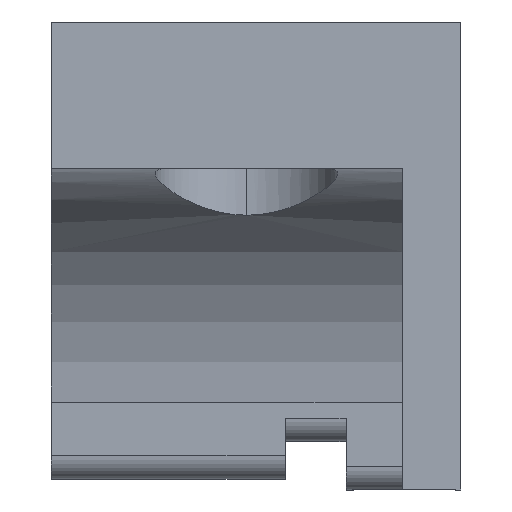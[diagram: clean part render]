
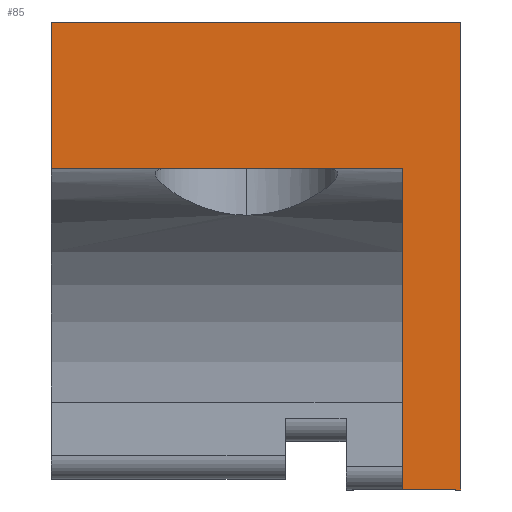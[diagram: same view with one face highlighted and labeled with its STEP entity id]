
A CAD part, left-side view. The second image highlights one B-rep face of the part: STEP entity #85.
In plain terms, the highlighted planar face has unit normal (-1, 0, 0).
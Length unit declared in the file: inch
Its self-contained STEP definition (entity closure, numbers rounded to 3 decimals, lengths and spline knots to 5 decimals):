
#60 = EDGE_CURVE ( 'NONE', #591, #116, #817, .T. ) ;
#62 = DIRECTION ( 'NONE',  ( 0., 0., -1. ) ) ;
#85 = ADVANCED_FACE ( 'NONE', ( #711 ), #1351, .F. ) ;
#109 = CARTESIAN_POINT ( 'NONE',  ( -3., -0.75, 1. ) ) ;
#116 = VERTEX_POINT ( 'NONE', #109 ) ;
#133 = EDGE_LOOP ( 'NONE', ( #1087, #462, #1276, #673, #1350, #413 ) ) ;
#213 = CARTESIAN_POINT ( 'NONE',  ( -3., -0.75, -1. ) ) ;
#232 = VECTOR ( 'NONE', #696, 39.37008 ) ;
#247 = VECTOR ( 'NONE', #832, 39.37008 ) ;
#288 = CARTESIAN_POINT ( 'NONE',  ( -3., 1., 1. ) ) ;
#304 = VERTEX_POINT ( 'NONE', #536 ) ;
#317 = CARTESIAN_POINT ( 'NONE',  ( -3., 1., 0. ) ) ;
#323 = DIRECTION ( 'NONE',  ( 0., 0., 1. ) ) ;
#332 = DIRECTION ( 'NONE',  ( 0., 1., 0. ) ) ;
#376 = LINE ( 'NONE', #443, #232 ) ;
#388 = CARTESIAN_POINT ( 'NONE',  ( -3., -0.75, 1. ) ) ;
#402 = VECTOR ( 'NONE', #1132, 39.37008 ) ;
#404 = CARTESIAN_POINT ( 'NONE',  ( -3., 1., 0. ) ) ;
#412 = LINE ( 'NONE', #388, #1251 ) ;
#413 = ORIENTED_EDGE ( 'NONE', *, *, #963, .F. ) ;
#443 = CARTESIAN_POINT ( 'NONE',  ( -3., -0.5, 0. ) ) ;
#462 = ORIENTED_EDGE ( 'NONE', *, *, #1360, .F. ) ;
#480 = DIRECTION ( 'NONE',  ( 1., 0., 0. ) ) ;
#530 = VERTEX_POINT ( 'NONE', #750 ) ;
#536 = CARTESIAN_POINT ( 'NONE',  ( -3., -0.5, 0.375 ) ) ;
#591 = VERTEX_POINT ( 'NONE', #288 ) ;
#673 = ORIENTED_EDGE ( 'NONE', *, *, #748, .F. ) ;
#677 = VECTOR ( 'NONE', #332, 39.37008 ) ;
#696 = DIRECTION ( 'NONE',  ( 0., 0., 1. ) ) ;
#711 = FACE_OUTER_BOUND ( 'NONE', #133, .T. ) ;
#748 = EDGE_CURVE ( 'NONE', #116, #530, #412, .T. ) ;
#749 = VERTEX_POINT ( 'NONE', #835 ) ;
#750 = CARTESIAN_POINT ( 'NONE',  ( -3., -0.75, -1. ) ) ;
#802 = DIRECTION ( 'NONE',  ( 0., 0., -1. ) ) ;
#817 = LINE ( 'NONE', #1245, #247 ) ;
#832 = DIRECTION ( 'NONE',  ( 0., -1., 0. ) ) ;
#835 = CARTESIAN_POINT ( 'NONE',  ( -3., 1., 0.375 ) ) ;
#963 = EDGE_CURVE ( 'NONE', #749, #591, #1278, .T. ) ;
#972 = VECTOR ( 'NONE', #323, 39.37008 ) ;
#990 = AXIS2_PLACEMENT_3D ( 'NONE', #404, #480, #802 ) ;
#1021 = CARTESIAN_POINT ( 'NONE',  ( -3., -3.05689, 0.375 ) ) ;
#1087 = ORIENTED_EDGE ( 'NONE', *, *, #1154, .F. ) ;
#1113 = LINE ( 'NONE', #213, #677 ) ;
#1121 = CARTESIAN_POINT ( 'NONE',  ( -3., -0.5, -1. ) ) ;
#1132 = DIRECTION ( 'NONE',  ( 0., 1., 0. ) ) ;
#1154 = EDGE_CURVE ( 'NONE', #304, #749, #1356, .T. ) ;
#1245 = CARTESIAN_POINT ( 'NONE',  ( -3., 1., 1. ) ) ;
#1251 = VECTOR ( 'NONE', #62, 39.37008 ) ;
#1276 = ORIENTED_EDGE ( 'NONE', *, *, #1322, .F. ) ;
#1278 = LINE ( 'NONE', #317, #972 ) ;
#1322 = EDGE_CURVE ( 'NONE', #530, #1329, #1113, .T. ) ;
#1329 = VERTEX_POINT ( 'NONE', #1121 ) ;
#1350 = ORIENTED_EDGE ( 'NONE', *, *, #60, .F. ) ;
#1351 = PLANE ( 'NONE',  #990 ) ;
#1356 = LINE ( 'NONE', #1021, #402 ) ;
#1360 = EDGE_CURVE ( 'NONE', #1329, #304, #376, .T. ) ;
